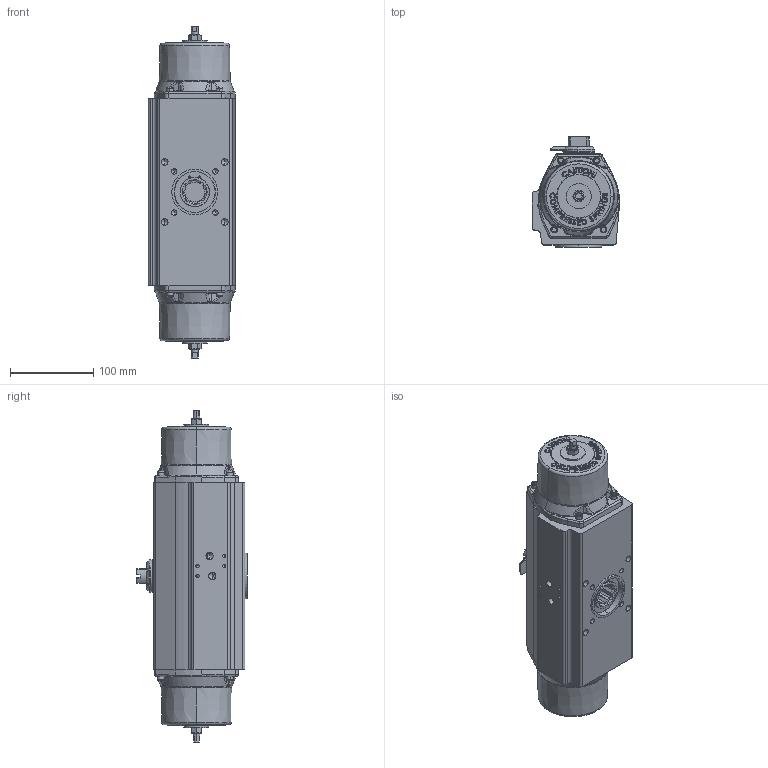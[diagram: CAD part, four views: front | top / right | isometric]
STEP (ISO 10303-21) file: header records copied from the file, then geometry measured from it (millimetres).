
FILE_DESCRIPTION (( 'STEP AP203' ), '1' );
FILE_NAME ('018585_defeature.STEP', '2018-08-10T07:11:58', ( '' ), ( '' ), 'SwSTEP 2.0', 'SolidWorks 2018', '' );
FILE_SCHEMA (( 'CONFIG_CONTROL_DESIGN' ));
Products named in the file (1): 018585_defeature
Bounding box: 104.4 x 132.29 x 398 mm (x, y, z)
Volume: 3011452.2 mm3; surface area: 161654.9 mm2
Topology: 1 solids, 1 shells, 2563 faces, 5897 edges, 3431 vertices
Faces by surface type: bspline 958, cylinder 808, plane 602, cone 113, torus 82
Entity records: 126953 total; most frequent: CARTESIAN_POINT 78412, ORIENTED_EDGE 11718, DIRECTION 7361, EDGE_CURVE 5859, VERTEX_POINT 3431, EDGE_LOOP 2698, ADVANCED_FACE 2563, FACE_OUTER_BOUND 2563
